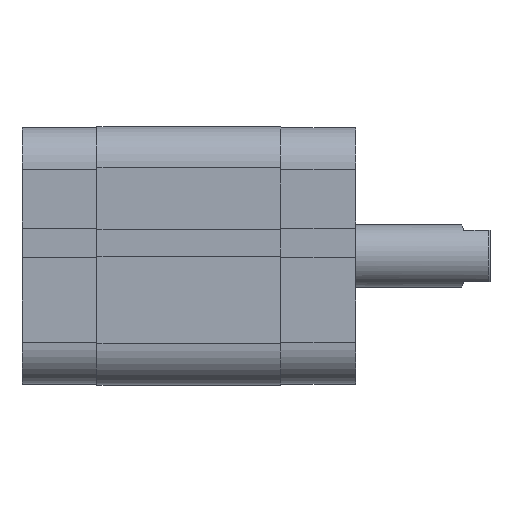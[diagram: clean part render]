
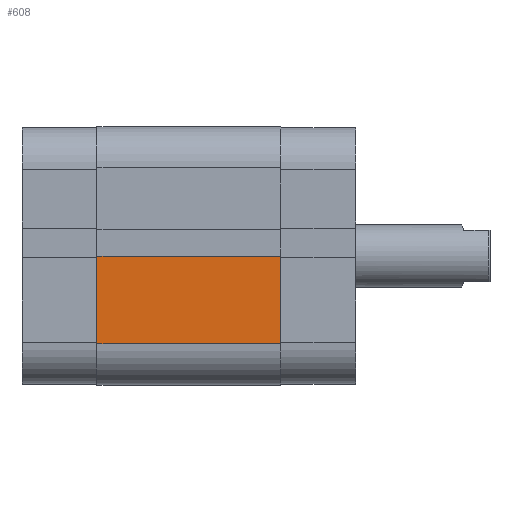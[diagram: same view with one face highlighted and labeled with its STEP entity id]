
A CAD part, top view. The second image highlights one B-rep face of the part: STEP entity #608.
In plain terms, the highlighted face is planar.
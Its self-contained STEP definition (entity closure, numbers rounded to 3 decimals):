
#608 = ADVANCED_FACE ( 'NONE', ( #2263 ), #3460, .F. ) ;
#696 = VERTEX_POINT ( 'NONE', #3685 ) ;
#697 = VERTEX_POINT ( 'NONE', #3686 ) ;
#698 = VERTEX_POINT ( 'NONE', #3687 ) ;
#719 = VERTEX_POINT ( 'NONE', #3708 ) ;
#1680 = ORIENTED_EDGE ( 'NONE', *, *, #2859, .T. ) ;
#1681 = ORIENTED_EDGE ( 'NONE', *, *, #2855, .F. ) ;
#1682 = ORIENTED_EDGE ( 'NONE', *, *, #2862, .F. ) ;
#1683 = ORIENTED_EDGE ( 'NONE', *, *, #2863, .T. ) ;
#1877 = EDGE_LOOP ( 'NONE', ( #1683, #1682, #1681, #1680 ) ) ;
#2263 = FACE_OUTER_BOUND ( 'NONE', #1877, .T. ) ;
#2855 = EDGE_CURVE ( 'NONE', #697, #719, #5205, .T. ) ;
#2859 = EDGE_CURVE ( 'NONE', #697, #696, #5196, .T. ) ;
#2862 = EDGE_CURVE ( 'NONE', #719, #698, #5202, .T. ) ;
#2863 = EDGE_CURVE ( 'NONE', #696, #698, #5211, .T. ) ;
#3097 = AXIS2_PLACEMENT_3D ( 'NONE', #3463, #3469, #3470 ) ;
#3460 = PLANE ( 'NONE',  #3097 ) ;
#3463 = CARTESIAN_POINT ( 'NONE',  ( 0., -25., 35.5 ) ) ;
#3469 = DIRECTION ( 'NONE',  ( 0., 1., 0. ) ) ;
#3470 = DIRECTION ( 'NONE',  ( -1., 0., 0. ) ) ;
#3685 = CARTESIAN_POINT ( 'NONE',  ( 0.1, -25., 0. ) ) ;
#3686 = CARTESIAN_POINT ( 'NONE',  ( 0.1, -25., 35.5 ) ) ;
#3687 = CARTESIAN_POINT ( 'NONE',  ( 17., -25., 0. ) ) ;
#3708 = CARTESIAN_POINT ( 'NONE',  ( 17., -25., 35.5 ) ) ;
#5190 = VECTOR ( 'NONE', #5643, 1000. ) ;
#5196 = LINE ( 'NONE', #5642, #5190 ) ;
#5202 = LINE ( 'NONE', #5644, #5218 ) ;
#5205 = LINE ( 'NONE', #5634, #5206 ) ;
#5206 = VECTOR ( 'NONE', #5635, 1000. ) ;
#5211 = LINE ( 'NONE', #5648, #5220 ) ;
#5218 = VECTOR ( 'NONE', #5650, 1000. ) ;
#5220 = VECTOR ( 'NONE', #5652, 1000. ) ;
#5634 = CARTESIAN_POINT ( 'NONE',  ( 0., -25., 35.5 ) ) ;
#5635 = DIRECTION ( 'NONE',  ( 1., 0., 0. ) ) ;
#5642 = CARTESIAN_POINT ( 'NONE',  ( 0.1, -25., 35.5 ) ) ;
#5643 = DIRECTION ( 'NONE',  ( 0., 0., -1. ) ) ;
#5644 = CARTESIAN_POINT ( 'NONE',  ( 17., -25., 35.5 ) ) ;
#5648 = CARTESIAN_POINT ( 'NONE',  ( 0., -25., 0. ) ) ;
#5650 = DIRECTION ( 'NONE',  ( 0., 0., -1. ) ) ;
#5652 = DIRECTION ( 'NONE',  ( 1., 0., 0. ) ) ;
